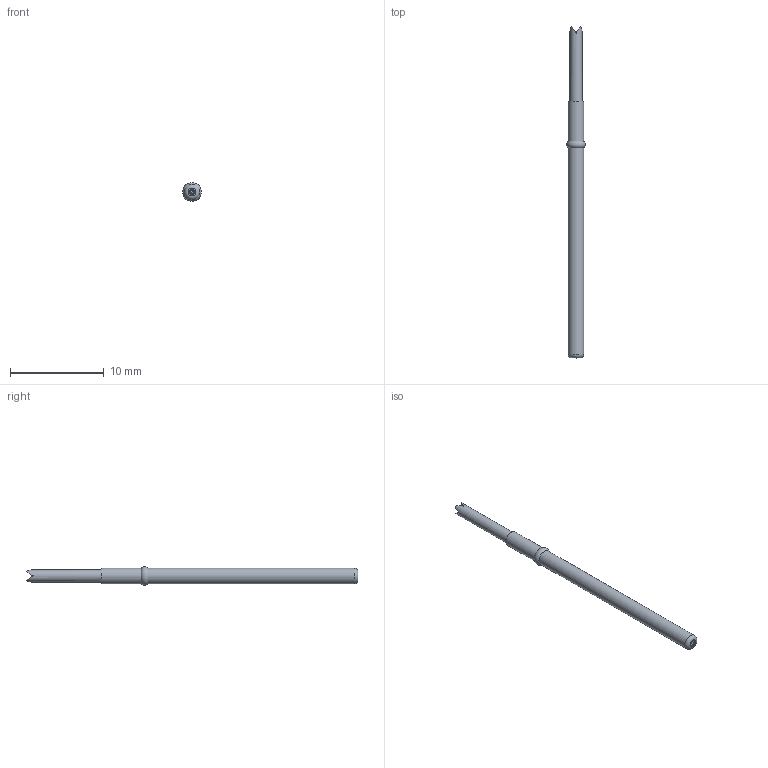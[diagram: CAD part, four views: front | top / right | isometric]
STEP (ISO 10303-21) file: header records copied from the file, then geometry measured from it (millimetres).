
FILE_DESCRIPTION (( 'STEP AP214' ), '1' );
FILE_NAME ('42.06.13.xx.step', '2023-08-31T14:12:18', ( '' ), ( '' ), 'SwSTEP 2.0', 'SolidWorks 2022', '' );
FILE_SCHEMA (( 'AUTOMOTIVE_DESIGN' ));
Length unit declared in the file: millimetre
Products named in the file (1): 42.06.13.xx
Bounding box: 2 x 35.4 x 2 mm (x, y, z)
Surface area: 288.8 mm2 (no closed solid volume)
Topology: 0 solids, 3 shells, 17 faces, 35 edges, 21 vertices
Faces by surface type: plane 10, cylinder 5, torus 2
Full cylindrical faces by diameter (mm): 0.65 x1, 1.31 x1, 1.34 x1, 1.65 x2
Entity records: 609 total; most frequent: CARTESIAN_POINT 89, DIRECTION 66, ORIENTED_EDGE 49, AXIS2_PLACEMENT_3D 29, EDGE_CURVE 27, EDGE_LOOP 26, FACE_OUTER_BOUND 24, VERTEX_POINT 20
